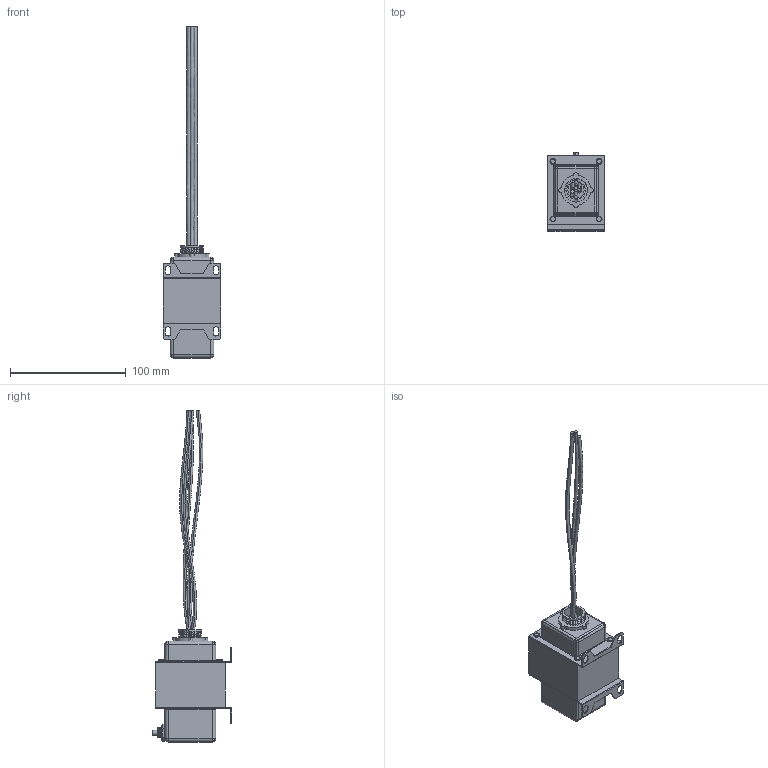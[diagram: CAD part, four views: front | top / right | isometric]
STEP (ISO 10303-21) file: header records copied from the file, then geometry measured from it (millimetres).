
FILE_DESCRIPTION (( 'STEP AP214' ), '1' );
FILE_NAME ('4950 ASSEMBLY DRAWING.STEP', '2024-05-28T04:23:19', ( '' ), ( '' ), 'SwSTEP 2.0', 'SolidWorks 2022', '' );
FILE_SCHEMA (( 'AUTOMOTIVE_DESIGN' ));
Length unit declared in the file: inch
Products named in the file (1): 4950 ASSEMBLY DRAWING
Bounding box: 50 x 68.91 x 287.16 mm (x, y, z)
Volume: 114490.6 mm3; surface area: 63122 mm2
Topology: 16 solids, 16 shells, 419 faces, 992 edges, 591 vertices
Faces by surface type: cylinder 202, plane 114, bspline 31, torus 31, cone 26, sphere 15
Entity records: 22141 total; most frequent: CARTESIAN_POINT 7138, DIRECTION 1978, ORIENTED_EDGE 1922, EDGE_CURVE 961, AXIS2_PLACEMENT_3D 788, VERTEX_POINT 591, EDGE_LOOP 482, UNCERTAINTY_MEASURE_WITH_UNIT 437
